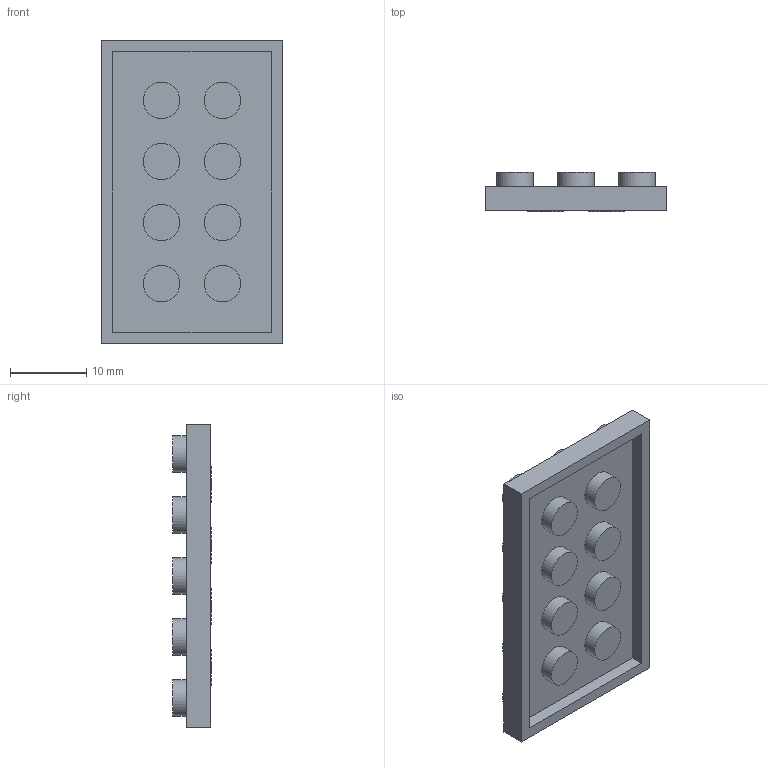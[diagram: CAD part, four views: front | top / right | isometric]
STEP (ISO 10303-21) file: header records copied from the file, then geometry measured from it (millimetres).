
FILE_DESCRIPTION((('zoo.dev export')), '2;1');
FILE_NAME('dump.step', '2025-01-30T20:44:34.901270515+00:00', ('Author unknown'), ('Organization unknown'), 'zoo.dev beta', 'zoo.dev', 'Authorization unknown');
FILE_SCHEMA(('AP203_CONFIGURATION_CONTROLLED_3D_DESIGN_OF_MECHANICAL_PARTS_AND_ASSEMBLIES_MIM_LF'));
Length unit declared in the file: metre
Products named in the file (9): UNIDENTIFIED_PRODUCT
Bounding box: 23.8 x 5.1 x 39.8 mm (x, y, z)
Volume: 2479.1 mm3; surface area: 3411.2 mm2
Topology: 9 solids, 9 shells, 65 faces, 93 edges, 62 vertices
Faces by surface type: plane 42, cylinder 23
Full cylindrical faces by diameter (mm): 4.8 x23
Entity records: 1406 total; most frequent: DIRECTION 227, CARTESIAN_POINT 220, ORIENTED_EDGE 140, AXIS2_PLACEMENT_3D 111, EDGE_LOOP 104, FACE_BOUND 104, EDGE_CURVE 93, ADVANCED_FACE 65
